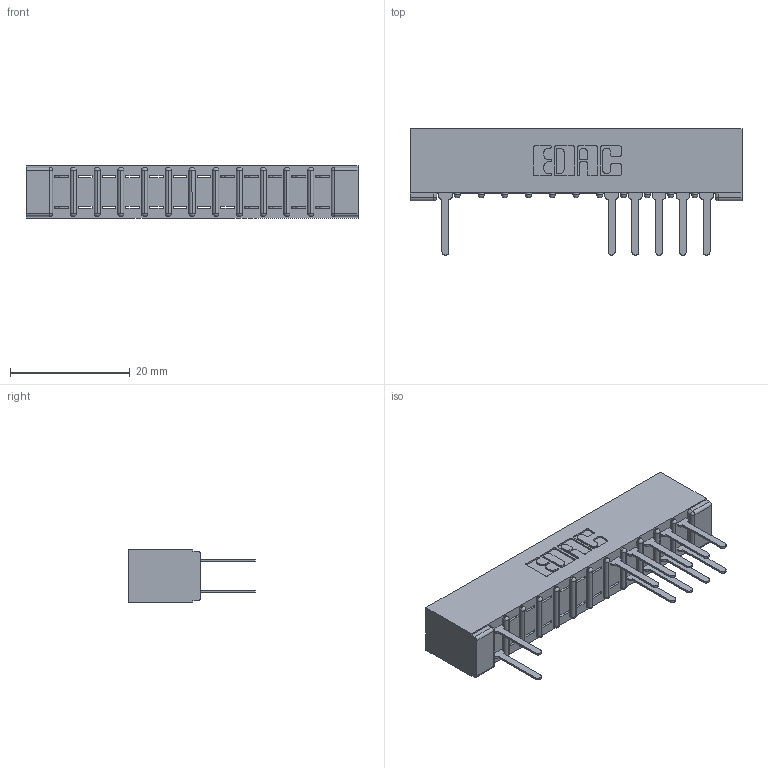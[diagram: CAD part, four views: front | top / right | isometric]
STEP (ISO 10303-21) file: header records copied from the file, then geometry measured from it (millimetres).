
FILE_DESCRIPTION (( 'STEP AP203' ), '1' );
FILE_NAME ('307-024-522-201.STEP', '2018-08-04T06:54:32', ( '' ), ( '' ), 'SwSTEP 2.0', 'SolidWorks 2016', '' );
FILE_SCHEMA (( 'CONFIG_CONTROL_DESIGN' ));
Length unit declared in the file: inch
Products named in the file (3): 307 Part_No Mounting Lugs; 307-290-001_522; 307-024-522-201
Assembly tree (12 placements, depth 2):
  307-024-522-201
    307 Part_No Mounting Lugs
    307-290-001_522  x11
Bounding box: 55.42 x 21.11 x 8.71 mm (x, y, z)
Volume: 3714.8 mm3; surface area: 5640.6 mm2
Topology: 12 solids, 12 shells, 759 faces, 2145 edges, 1378 vertices
Faces by surface type: plane 485, cylinder 248, sphere 26
Entity records: 13644 total; most frequent: CARTESIAN_POINT 2291, ORIENTED_EDGE 2278, DIRECTION 2243, EDGE_CURVE 1139, VECTOR 863, LINE 863, VERTEX_POINT 738, AXIS2_PLACEMENT_3D 690
